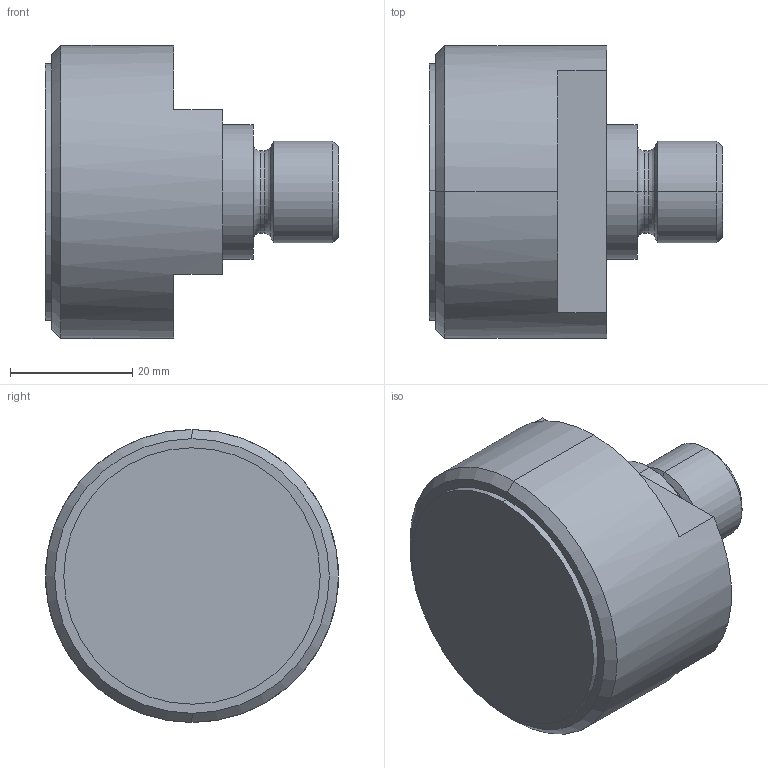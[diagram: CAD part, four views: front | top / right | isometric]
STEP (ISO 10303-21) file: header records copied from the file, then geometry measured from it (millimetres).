
FILE_DESCRIPTION (( 'STEP AP214' ), '1' );
FILE_NAME ('HON_915_3_8.STEP', '2019-08-21T07:57:05', ( '' ), ( '' ), 'SwSTEP 2.0', 'SolidWorks 2017', '' );
FILE_SCHEMA (( 'AUTOMOTIVE_DESIGN' ));
Length unit declared in the file: millimetre
Products named in the file (1): HON_915_3_8
Bounding box: 48 x 48 x 48 mm (x, y, z)
Volume: 51928.6 mm3; surface area: 8836.9 mm2
Topology: 1 solids, 1 shells, 29 faces, 60 edges, 36 vertices
Faces by surface type: cylinder 10, plane 9, cone 6, torus 4
Entity records: 841 total; most frequent: DIRECTION 156, CARTESIAN_POINT 126, ORIENTED_EDGE 120, AXIS2_PLACEMENT_3D 66, EDGE_CURVE 60, CIRCLE 36, VERTEX_POINT 36, EDGE_LOOP 32
